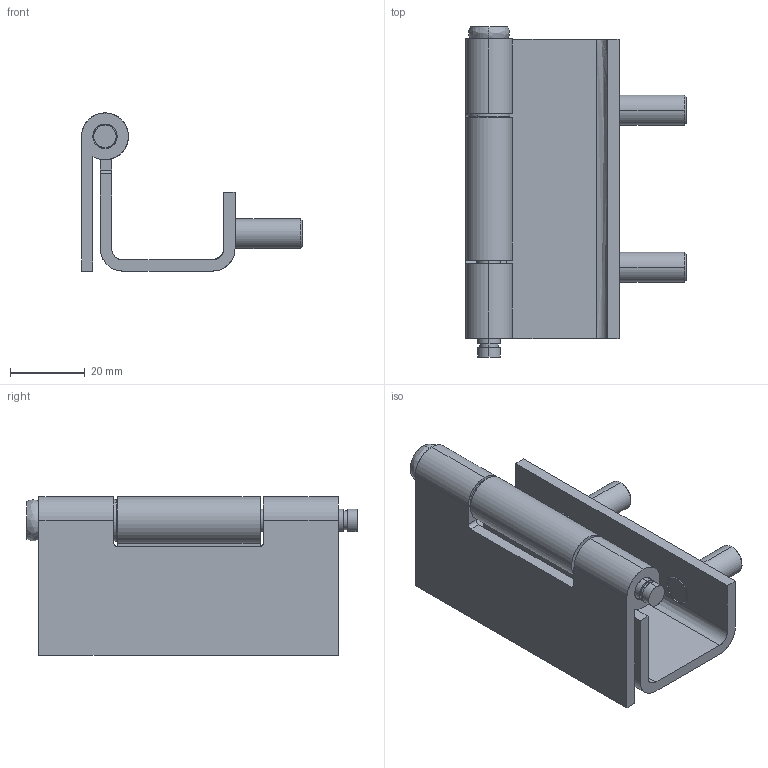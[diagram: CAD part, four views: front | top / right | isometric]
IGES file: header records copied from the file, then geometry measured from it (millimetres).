
Start section: SolidWorks IGES file using analytic representation for surfaces
Global section: file name: B-63-2.IGS,15; native system: HSolidWorks 2021; preprocessor: SolidWorks 2021; author: 1300nh; date: 230613.163722; units: millimetre
Bounding box: 59 x 88.2 x 42.25 mm (x, y, z)
Surface area: 26456.4 mm2 (no closed solid volume)
Topology: 0 solids, 0 shells, 85 faces, 1472 edges, 1470 vertices
Faces by surface type: revolution 51, bspline 34
